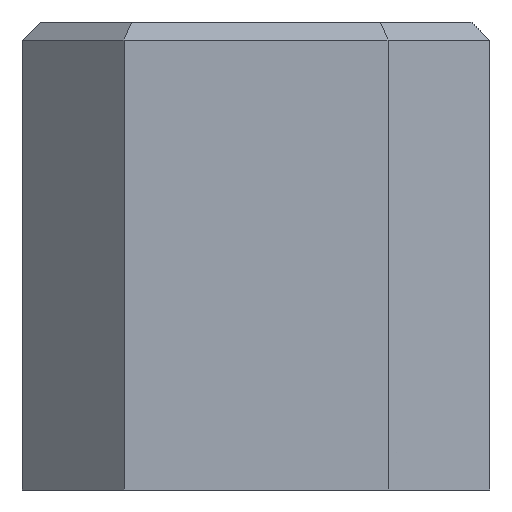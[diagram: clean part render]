
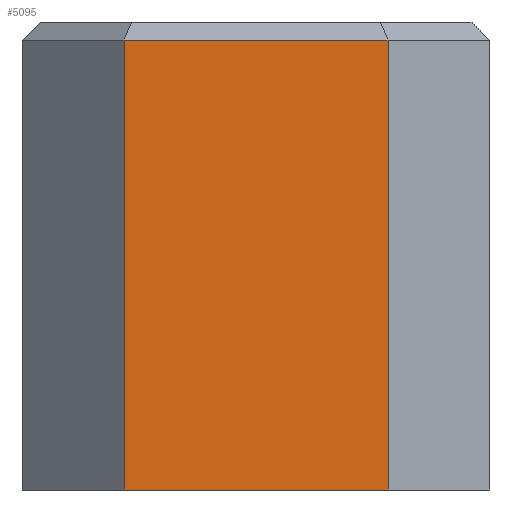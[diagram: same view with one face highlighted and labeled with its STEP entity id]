
A CAD part, left-side view. The second image highlights one B-rep face of the part: STEP entity #5095.
In plain terms, the highlighted planar face has unit normal (-1, 0, 0).
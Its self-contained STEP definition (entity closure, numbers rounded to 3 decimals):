
#5007=CARTESIAN_POINT('',(-49.0,22.,75.));
#5008=VERTEX_POINT('',#5007);
#5031=CARTESIAN_POINT('',(-49.0,-22.,75.));
#5032=VERTEX_POINT('',#5031);
#5033=CARTESIAN_POINT('',(-49.0,22.,75.));
#5034=DIRECTION('',(0.0,-1.0,0.0));
#5035=VECTOR('',#5034,44.0);
#5036=LINE('',#5033,#5035);
#5037=EDGE_CURVE('',#5008,#5032,#5036,.T.);
#5065=CARTESIAN_POINT('',(-49.0,19.5,39.));
#5066=DIRECTION('',(1.0,0.0,0.0));
#5067=DIRECTION('',(0.0,0.0,-1.0));
#5068=AXIS2_PLACEMENT_3D('',#5065,#5066,#5067);
#5069=PLANE('',#5068);
#5070=ORIENTED_EDGE('',*,*,#5037,.F.);
#5071=CARTESIAN_POINT('',(-49.0,22.,0.0));
#5072=VERTEX_POINT('',#5071);
#5073=CARTESIAN_POINT('',(-49.0,22.,0.0));
#5074=DIRECTION('',(0.0,0.0,1.0));
#5075=VECTOR('',#5074,75.);
#5076=LINE('',#5073,#5075);
#5077=EDGE_CURVE('',#5072,#5008,#5076,.T.);
#5078=ORIENTED_EDGE('',*,*,#5077,.F.);
#5079=CARTESIAN_POINT('',(-49.0,-22.,0.0));
#5080=VERTEX_POINT('',#5079);
#5081=CARTESIAN_POINT('',(-49.0,-22.,0.0));
#5082=DIRECTION('',(0.0,1.0,0.0));
#5083=VECTOR('',#5082,44.);
#5084=LINE('',#5081,#5083);
#5085=EDGE_CURVE('',#5080,#5072,#5084,.T.);
#5086=ORIENTED_EDGE('',*,*,#5085,.F.);
#5087=CARTESIAN_POINT('',(-49.0,-22.,75.0));
#5088=DIRECTION('',(0.0,0.0,-1.0));
#5089=VECTOR('',#5088,75.0);
#5090=LINE('',#5087,#5089);
#5091=EDGE_CURVE('',#5032,#5080,#5090,.T.);
#5092=ORIENTED_EDGE('',*,*,#5091,.F.);
#5093=EDGE_LOOP('',(#5070,#5078,#5086,#5092));
#5094=FACE_OUTER_BOUND('',#5093,.T.);
#5095=ADVANCED_FACE('',(#5094),#5069,.F.);
